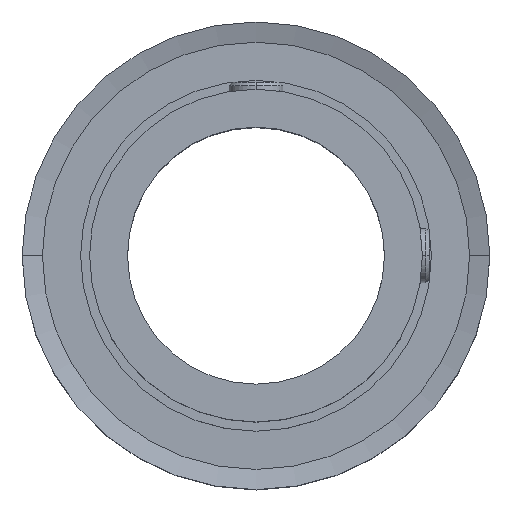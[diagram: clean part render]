
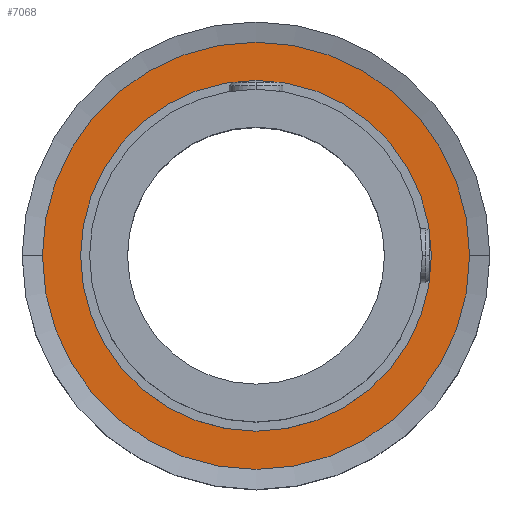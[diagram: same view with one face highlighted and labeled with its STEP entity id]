
A CAD part, top view. The second image highlights one B-rep face of the part: STEP entity #7068.
In plain terms, the highlighted planar face has unit normal (0, 0, 1).
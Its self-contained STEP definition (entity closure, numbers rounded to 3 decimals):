
#10 = CARTESIAN_POINT ( 'NONE',  ( 19.5, 0., 21.1 ) ) ;
#342 = VERTEX_POINT ( 'NONE', #10 ) ;
#374 = ORIENTED_EDGE ( 'NONE', *, *, #7640, .F. ) ;
#617 = EDGE_CURVE ( 'NONE', #4902, #342, #2140, .T. ) ;
#747 = FACE_BOUND ( 'NONE', #6882, .T. ) ;
#839 = FACE_OUTER_BOUND ( 'NONE', #7293, .T. ) ;
#934 = VERTEX_POINT ( 'NONE', #7375 ) ;
#1042 = DIRECTION ( 'NONE',  ( 0., 0., 1. ) ) ;
#1079 = DIRECTION ( 'NONE',  ( 1., 0., 0. ) ) ;
#1300 = ORIENTED_EDGE ( 'NONE', *, *, #617, .F. ) ;
#1481 = DIRECTION ( 'NONE',  ( 1., 0., 0. ) ) ;
#1737 = CIRCLE ( 'NONE', #5642, 23.75 ) ;
#2052 = EDGE_CURVE ( 'NONE', #934, #3124, #1737, .T. ) ;
#2140 = CIRCLE ( 'NONE', #4646, 19.5 ) ;
#2155 = CARTESIAN_POINT ( 'NONE',  ( -23.75, 0., 21.1 ) ) ;
#2161 = CIRCLE ( 'NONE', #7047, 19.5 ) ;
#2302 = DIRECTION ( 'NONE',  ( 0., 0., 1. ) ) ;
#2796 = CARTESIAN_POINT ( 'NONE',  ( 0., 0., 21.1 ) ) ;
#2822 = DIRECTION ( 'NONE',  ( 0., 0., 1. ) ) ;
#3124 = VERTEX_POINT ( 'NONE', #2155 ) ;
#3226 = CARTESIAN_POINT ( 'NONE',  ( -19.5, 0., 21.1 ) ) ;
#3233 = PLANE ( 'NONE',  #3659 ) ;
#3659 = AXIS2_PLACEMENT_3D ( 'NONE', #7420, #6829, #4558 ) ;
#4558 = DIRECTION ( 'NONE',  ( 1., 0., 0. ) ) ;
#4646 = AXIS2_PLACEMENT_3D ( 'NONE', #7618, #2822, #7505 ) ;
#4902 = VERTEX_POINT ( 'NONE', #3226 ) ;
#5403 = DIRECTION ( 'NONE',  ( 1., 0., 0. ) ) ;
#5642 = AXIS2_PLACEMENT_3D ( 'NONE', #2796, #7599, #1481 ) ;
#5667 = AXIS2_PLACEMENT_3D ( 'NONE', #7549, #1042, #1079 ) ;
#5863 = CARTESIAN_POINT ( 'NONE',  ( 0., 0., 21.1 ) ) ;
#5900 = ORIENTED_EDGE ( 'NONE', *, *, #2052, .T. ) ;
#6749 = EDGE_CURVE ( 'NONE', #3124, #934, #7425, .T. ) ;
#6829 = DIRECTION ( 'NONE',  ( 0., 0., 1. ) ) ;
#6882 = EDGE_LOOP ( 'NONE', ( #374, #1300 ) ) ;
#7047 = AXIS2_PLACEMENT_3D ( 'NONE', #5863, #2302, #5403 ) ;
#7068 = ADVANCED_FACE ( 'NONE', ( #839, #747 ), #3233, .T. ) ;
#7093 = ORIENTED_EDGE ( 'NONE', *, *, #6749, .T. ) ;
#7293 = EDGE_LOOP ( 'NONE', ( #5900, #7093 ) ) ;
#7375 = CARTESIAN_POINT ( 'NONE',  ( 23.75, 0., 21.1 ) ) ;
#7420 = CARTESIAN_POINT ( 'NONE',  ( 0., 0., 21.1 ) ) ;
#7425 = CIRCLE ( 'NONE', #5667, 23.75 ) ;
#7505 = DIRECTION ( 'NONE',  ( 1., 0., 0. ) ) ;
#7549 = CARTESIAN_POINT ( 'NONE',  ( 0., 0., 21.1 ) ) ;
#7599 = DIRECTION ( 'NONE',  ( 0., 0., 1. ) ) ;
#7618 = CARTESIAN_POINT ( 'NONE',  ( 0., 0., 21.1 ) ) ;
#7640 = EDGE_CURVE ( 'NONE', #342, #4902, #2161, .T. ) ;
